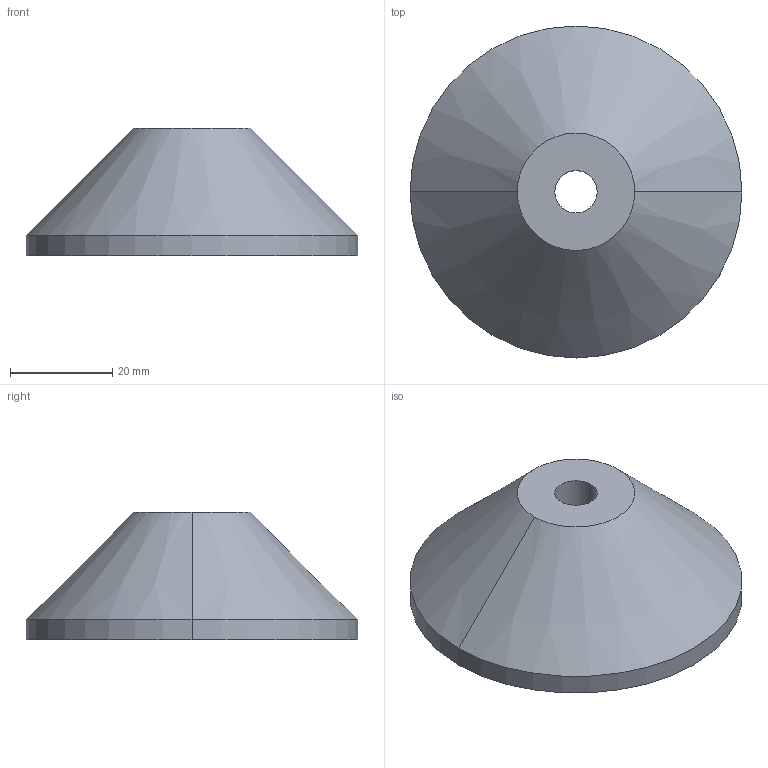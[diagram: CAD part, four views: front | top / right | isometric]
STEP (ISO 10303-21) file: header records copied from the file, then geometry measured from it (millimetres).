
FILE_DESCRIPTION (( 'STEP AP203' ), '1' );
FILE_NAME ('Spool Cone.STEP', '2015-04-25T22:22:48', ( '' ), ( '' ), 'SwSTEP 2.0', 'SolidWorks 2013', '' );
FILE_SCHEMA (( 'CONFIG_CONTROL_DESIGN' ));
Length unit declared in the file: millimetre
Products named in the file (1): Spool Cone
Bounding box: 65 x 65 x 25 mm (x, y, z)
Volume: 24949.4 mm3; surface area: 14195.4 mm2
Topology: 1 solids, 1 shells, 71 faces, 184 edges, 122 vertices
Faces by surface type: cylinder 48, plane 15, cone 8
Entity records: 2447 total; most frequent: CARTESIAN_POINT 638, ORIENTED_EDGE 368, DIRECTION 354, EDGE_CURVE 184, AXIS2_PLACEMENT_3D 140, VERTEX_POINT 122, EDGE_LOOP 80, LINE 74
